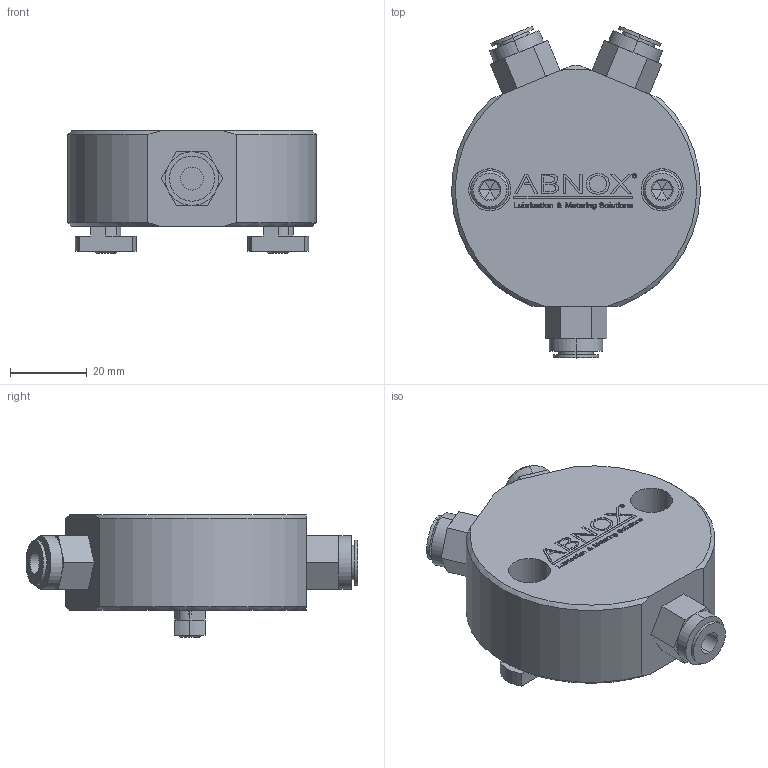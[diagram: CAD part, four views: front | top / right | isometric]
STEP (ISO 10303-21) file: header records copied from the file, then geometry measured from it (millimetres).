
FILE_DESCRIPTION((''),'2;1');
FILE_NAME('002-83265_ASM','2025-11-19T15:10:22',('matthias.frey'),(''),'CREO PARAMETRIC BY PTC INC, 2025323','CREO PARAMETRIC BY PTC INC, 2025323','');
FILE_SCHEMA(('CONFIG_CONTROL_DESIGN'));
Length unit declared in the file: millimetre
Products named in the file (5): 001-70572; 86344-06; D912M6L16-8_8-VERZ; 001-82458; 002-83265_ASM
Assembly tree (8 placements, depth 2):
  002-83265_ASM
    001-70572
    86344-06  x3
    D912M6L16-8_8-VERZ  x2
    001-82458  x2
Bounding box: 64.98 x 86.69 x 32 mm (x, y, z)
Volume: 79166.9 mm3; surface area: 26765.6 mm2
Topology: 8 solids, 16 shells, 641 faces, 1555 edges, 1011 vertices
Faces by surface type: plane 279, extrusion 225, cylinder 95, cone 38, torus 4
Entity records: 17129 total; most frequent: CARTESIAN_POINT 5512, ORIENTED_EDGE 2540, DIRECTION 1774, EDGE_CURVE 1279, VECTOR 872, VERTEX_POINT 842, B_SPLINE_CURVE_WITH_KNOTS 713, LINE 647
